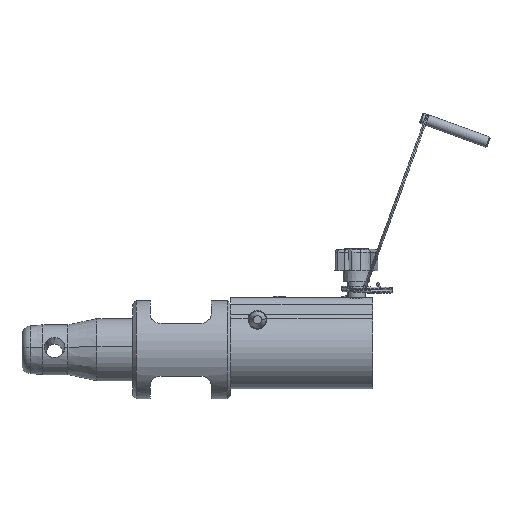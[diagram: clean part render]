
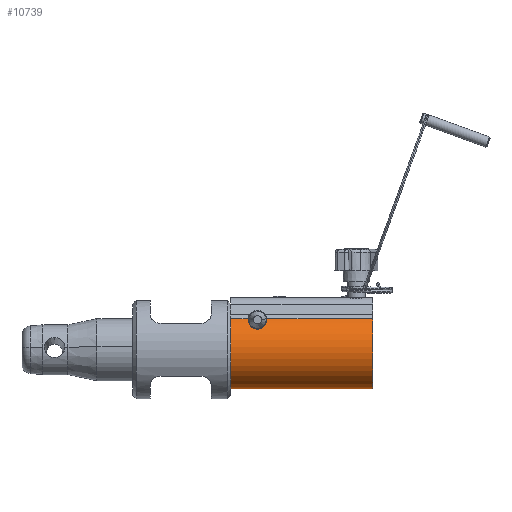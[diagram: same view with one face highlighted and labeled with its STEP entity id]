
A CAD part, left-side view. The second image highlights one B-rep face of the part: STEP entity #10739.
In plain terms, the highlighted cylindrical face has radius 22 mm (diameter 44 mm), a partial arc.
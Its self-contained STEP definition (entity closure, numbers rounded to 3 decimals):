
#692 = CARTESIAN_POINT ( 'NONE',  ( -13.588, 135., 17.302 ) ) ;
#747 = CARTESIAN_POINT ( 'NONE',  ( -16.139, 72.572, 14.957 ) ) ;
#1164 = CARTESIAN_POINT ( 'NONE',  ( -18.183, 74.651, 12.386 ) ) ;
#1505 = CARTESIAN_POINT ( 'NONE',  ( -16.691, 82.15, 14.339 ) ) ;
#1592 = CARTESIAN_POINT ( 'NONE',  ( -18.691, 76.627, 11.605 ) ) ;
#1685 = CYLINDRICAL_SURFACE ( 'NONE', #10827, 22. ) ;
#2045 = CARTESIAN_POINT ( 'NONE',  ( -13.588, 72.274, 17.302 ) ) ;
#2251 = CARTESIAN_POINT ( 'NONE',  ( 0., 92.5, -22. ) ) ;
#2496 = CARTESIAN_POINT ( 'NONE',  ( 0., 92.5, 0. ) ) ;
#2525 = ORIENTED_EDGE ( 'NONE', *, *, #22415, .T. ) ;
#3129 = DIRECTION ( 'NONE',  ( 0., -1., 0. ) ) ;
#3231 = LINE ( 'NONE', #21107, #16177 ) ;
#3324 = CARTESIAN_POINT ( 'NONE',  ( -18.024, 80.699, 12.619 ) ) ;
#3408 = CARTESIAN_POINT ( 'NONE',  ( -14.928, 82.751, 16.183 ) ) ;
#4547 = CARTESIAN_POINT ( 'NONE',  ( -17.31, 73.35, 13.579 ) ) ;
#4809 = CARTESIAN_POINT ( 'NONE',  ( -18.546, 79.217, 11.834 ) ) ;
#4881 = DIRECTION ( 'NONE',  ( 0., 0., 1. ) ) ;
#6290 = DIRECTION ( 'NONE',  ( 0., 1., 0. ) ) ;
#6368 = CARTESIAN_POINT ( 'NONE',  ( -14.279, 72.222, 16.759 ) ) ;
#6828 = B_SPLINE_CURVE_WITH_KNOTS ( 'NONE', 3,
 ( #12599, #8506, #23565, #21656, #12282, #14149, #4809, #17930, #21740, #10482, #3324, #20342, #12767, #10968, #9146, #24142, #1505, #22169, #14646, #3408, #11133, #12844 ),
 .UNSPECIFIED., .F., .F.,
 ( 4, 2, 2, 2, 2, 2, 2, 2, 2, 2, 4 ),
 ( 0.01, 0.011, 0.012, 0.012, 0.013, 0.014, 0.015, 0.016, 0.017, 0.018, 0.021 ),
 .UNSPECIFIED. ) ;
#6988 = VECTOR ( 'NONE', #3129, 1000. ) ;
#7459 = CARTESIAN_POINT ( 'NONE',  ( -17.742, 73.863, 13.009 ) ) ;
#7909 = VERTEX_POINT ( 'NONE', #23205 ) ;
#7995 = ORIENTED_EDGE ( 'NONE', *, *, #23598, .T. ) ;
#8194 = VERTEX_POINT ( 'NONE', #24205 ) ;
#8265 = CARTESIAN_POINT ( 'NONE',  ( -15.842, 72.468, 15.271 ) ) ;
#8506 = CARTESIAN_POINT ( 'NONE',  ( -18.724, 77.72, 11.55 ) ) ;
#8663 = CARTESIAN_POINT ( 'NONE',  ( -17.932, 74.157, 12.747 ) ) ;
#8944 = CARTESIAN_POINT ( 'NONE',  ( 0., 13., -22. ) ) ;
#9146 = CARTESIAN_POINT ( 'NONE',  ( -17.307, 81.653, 13.584 ) ) ;
#9765 = ORIENTED_EDGE ( 'NONE', *, *, #10185, .F. ) ;
#10069 = DIRECTION ( 'NONE',  ( 0., 0., 1. ) ) ;
#10185 = EDGE_CURVE ( 'NONE', #23315, #7909, #19328, .T. ) ;
#10280 = DIRECTION ( 'NONE',  ( 0., 0., -1. ) ) ;
#10478 = CARTESIAN_POINT ( 'NONE',  ( -17.425, 73.469, 13.431 ) ) ;
#10482 = CARTESIAN_POINT ( 'NONE',  ( -18.189, 80.36, 12.378 ) ) ;
#10551 = CARTESIAN_POINT ( 'NONE',  ( -17.641, 73.725, 13.146 ) ) ;
#10739 = ADVANCED_FACE ( 'NONE', ( #19601 ), #1685, .T. ) ;
#10827 = AXIS2_PLACEMENT_3D ( 'NONE', #15861, #21466, #10280 ) ;
#10968 = CARTESIAN_POINT ( 'NONE',  ( -17.422, 81.535, 13.435 ) ) ;
#11133 = CARTESIAN_POINT ( 'NONE',  ( -14.278, 82.778, 16.76 ) ) ;
#11215 = VERTEX_POINT ( 'NONE', #21174 ) ;
#11387 = EDGE_CURVE ( 'NONE', #13623, #11215, #19722, .T. ) ;
#12282 = CARTESIAN_POINT ( 'NONE',  ( -18.656, 78.59, 11.66 ) ) ;
#12448 = CARTESIAN_POINT ( 'NONE',  ( -18.724, 77.06, 11.55 ) ) ;
#12599 = CARTESIAN_POINT ( 'NONE',  ( -18.724, 77.5, 11.55 ) ) ;
#12767 = CARTESIAN_POINT ( 'NONE',  ( -17.638, 81.279, 13.15 ) ) ;
#12844 = CARTESIAN_POINT ( 'NONE',  ( -13.588, 82.726, 17.302 ) ) ;
#13046 = LINE ( 'NONE', #692, #21896 ) ;
#13429 = DIRECTION ( 'NONE',  ( 0., -1., 0. ) ) ;
#13623 = VERTEX_POINT ( 'NONE', #2045 ) ;
#13810 = CARTESIAN_POINT ( 'NONE',  ( -13.588, 72.274, 17.302 ) ) ;
#13892 = CARTESIAN_POINT ( 'NONE',  ( -16.951, 73.026, 14.029 ) ) ;
#13910 = DIRECTION ( 'NONE',  ( 0., -1., 0. ) ) ;
#14149 = CARTESIAN_POINT ( 'NONE',  ( -18.589, 79.01, 11.767 ) ) ;
#14233 = EDGE_CURVE ( 'NONE', #7909, #8194, #13046, .T. ) ;
#14313 = CARTESIAN_POINT ( 'NONE',  ( -18.454, 75.38, 11.979 ) ) ;
#14483 = CARTESIAN_POINT ( 'NONE',  ( 0., 13., 0. ) ) ;
#14509 = ORIENTED_EDGE ( 'NONE', *, *, #17687, .T. ) ;
#14646 = CARTESIAN_POINT ( 'NONE',  ( -15.842, 82.532, 15.272 ) ) ;
#15649 = VERTEX_POINT ( 'NONE', #8944 ) ;
#15861 = CARTESIAN_POINT ( 'NONE',  ( 0., 135., 0. ) ) ;
#15911 = CARTESIAN_POINT ( 'NONE',  ( -13.588, 13., 17.302 ) ) ;
#15984 = ORIENTED_EDGE ( 'NONE', *, *, #19908, .F. ) ;
#16177 = VECTOR ( 'NONE', #13429, 1000. ) ;
#17567 = AXIS2_PLACEMENT_3D ( 'NONE', #2496, #6290, #10069 ) ;
#17687 = EDGE_CURVE ( 'NONE', #11215, #8194, #6828, .T. ) ;
#17930 = CARTESIAN_POINT ( 'NONE',  ( -18.445, 79.617, 11.991 ) ) ;
#18074 = AXIS2_PLACEMENT_3D ( 'NONE', #14483, #23559, #4881 ) ;
#18150 = CARTESIAN_POINT ( 'NONE',  ( 0., 135., -22. ) ) ;
#18607 = ORIENTED_EDGE ( 'NONE', *, *, #14233, .F. ) ;
#18687 = CARTESIAN_POINT ( 'NONE',  ( -18.554, 75.776, 11.822 ) ) ;
#19328 = CIRCLE ( 'NONE', #17567, 22. ) ;
#19504 = CARTESIAN_POINT ( 'NONE',  ( -14.929, 72.249, 16.182 ) ) ;
#19601 = FACE_OUTER_BOUND ( 'NONE', #20131, .T. ) ;
#19722 = B_SPLINE_CURVE_WITH_KNOTS ( 'NONE', 3,
 ( #13810, #6368, #19504, #8265, #747, #23314, #13892, #4547, #10478, #10551, #7459, #8663, #24147, #1164, #21827, #14313, #18687, #1592, #12448, #24318 ),
 .UNSPECIFIED., .F., .F.,
 ( 4, 2, 2, 2, 2, 2, 2, 2, 2, 4 ),
 ( 0., 0.003, 0.004, 0.005, 0.006, 0.007, 0.007, 0.008, 0.009, 0.01 ),
 .UNSPECIFIED. ) ;
#19908 = EDGE_CURVE ( 'NONE', #13623, #23051, #3231, .T. ) ;
#20086 = ORIENTED_EDGE ( 'NONE', *, *, #11387, .T. ) ;
#20131 = EDGE_LOOP ( 'NONE', ( #9765, #2525, #7995, #15984, #20086, #14509, #18607 ) ) ;
#20342 = CARTESIAN_POINT ( 'NONE',  ( -17.74, 81.141, 13.013 ) ) ;
#21107 = CARTESIAN_POINT ( 'NONE',  ( -13.588, 135., 17.302 ) ) ;
#21174 = CARTESIAN_POINT ( 'NONE',  ( -18.724, 77.5, 11.55 ) ) ;
#21466 = DIRECTION ( 'NONE',  ( 0., -1., 0. ) ) ;
#21651 = CIRCLE ( 'NONE', #18074, 22. ) ;
#21656 = CARTESIAN_POINT ( 'NONE',  ( -18.681, 78.377, 11.619 ) ) ;
#21740 = CARTESIAN_POINT ( 'NONE',  ( -18.387, 79.809, 12.08 ) ) ;
#21827 = CARTESIAN_POINT ( 'NONE',  ( -18.257, 74.829, 12.275 ) ) ;
#21896 = VECTOR ( 'NONE', #13910, 1000. ) ;
#22169 = CARTESIAN_POINT ( 'NONE',  ( -16.138, 82.428, 14.957 ) ) ;
#22415 = EDGE_CURVE ( 'NONE', #23315, #15649, #24373, .T. ) ;
#23051 = VERTEX_POINT ( 'NONE', #15911 ) ;
#23205 = CARTESIAN_POINT ( 'NONE',  ( -13.588, 92.5, 17.302 ) ) ;
#23314 = CARTESIAN_POINT ( 'NONE',  ( -16.693, 72.852, 14.336 ) ) ;
#23315 = VERTEX_POINT ( 'NONE', #2251 ) ;
#23559 = DIRECTION ( 'NONE',  ( 0., 1., 0. ) ) ;
#23565 = CARTESIAN_POINT ( 'NONE',  ( -18.716, 77.942, 11.564 ) ) ;
#23598 = EDGE_CURVE ( 'NONE', #15649, #23051, #21651, .T. ) ;
#24142 = CARTESIAN_POINT ( 'NONE',  ( -16.948, 81.976, 14.032 ) ) ;
#24147 = CARTESIAN_POINT ( 'NONE',  ( -18.02, 74.315, 12.622 ) ) ;
#24205 = CARTESIAN_POINT ( 'NONE',  ( -13.588, 82.726, 17.302 ) ) ;
#24318 = CARTESIAN_POINT ( 'NONE',  ( -18.724, 77.5, 11.55 ) ) ;
#24373 = LINE ( 'NONE', #18150, #6988 ) ;
